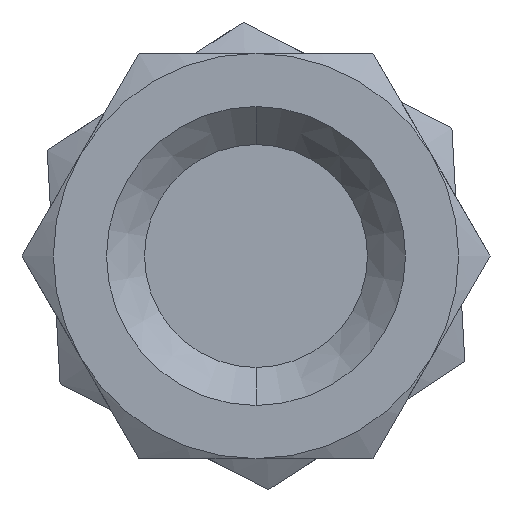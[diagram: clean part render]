
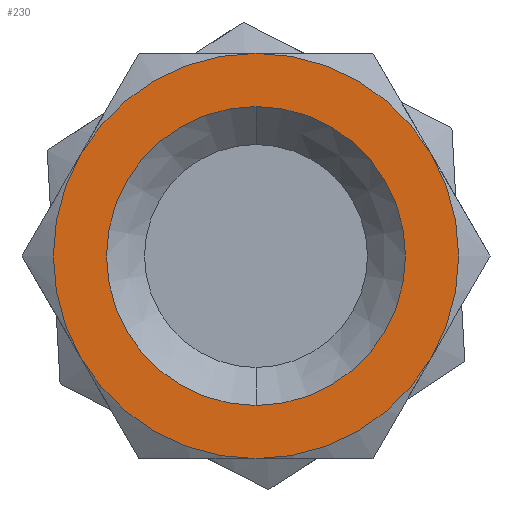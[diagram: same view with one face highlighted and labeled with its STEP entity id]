
A CAD part, front view. The second image highlights one B-rep face of the part: STEP entity #230.
In plain terms, the highlighted planar face has unit normal (0, -1, 0).
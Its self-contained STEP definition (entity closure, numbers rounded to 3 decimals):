
#6 = CARTESIAN_POINT ( 'NONE',  ( 0., 0., -2.95 ) ) ;
#13 = VERTEX_POINT ( 'NONE', #6 ) ;
#21 = VERTEX_POINT ( 'NONE', #1044 ) ;
#24 = VERTEX_POINT ( 'NONE', #1047 ) ;
#27 = VERTEX_POINT ( 'NONE', #1050 ) ;
#28 = VERTEX_POINT ( 'NONE', #1051 ) ;
#29 = VERTEX_POINT ( 'NONE', #1052 ) ;
#30 = VERTEX_POINT ( 'NONE', #1053 ) ;
#95 = EDGE_LOOP ( 'NONE', ( #2719, #2720, #2721, #2722, #2723, #2724 ) ) ;
#96 = EDGE_LOOP ( 'NONE', ( #2725, #2715 ) ) ;
#166 = VERTEX_POINT ( 'NONE', #1079 ) ;
#230 = ADVANCED_FACE ( 'NONE', ( #864, #855 ), #1188, .T. ) ;
#337 = EDGE_CURVE ( 'NONE', #13, #166, #1900, .T. ) ;
#340 = EDGE_CURVE ( 'NONE', #166, #13, #1912, .T. ) ;
#347 = EDGE_CURVE ( 'NONE', #30, #21, #1923, .T. ) ;
#348 = EDGE_CURVE ( 'NONE', #29, #30, #1925, .T. ) ;
#349 = EDGE_CURVE ( 'NONE', #28, #29, #1927, .T. ) ;
#350 = EDGE_CURVE ( 'NONE', #27, #28, #1928, .T. ) ;
#351 = EDGE_CURVE ( 'NONE', #24, #27, #1929, .T. ) ;
#352 = EDGE_CURVE ( 'NONE', #21, #24, #1930, .T. ) ;
#855 = FACE_BOUND ( 'NONE', #96, .T. ) ;
#864 = FACE_OUTER_BOUND ( 'NONE', #95, .T. ) ;
#978 = AXIS2_PLACEMENT_3D ( 'NONE', #1178, #1189, #1190 ) ;
#1044 = CARTESIAN_POINT ( 'NONE',  ( 0., 0., -4. ) ) ;
#1047 = CARTESIAN_POINT ( 'NONE',  ( 3.464, 0., -2. ) ) ;
#1050 = CARTESIAN_POINT ( 'NONE',  ( 3.464, 0., 2. ) ) ;
#1051 = CARTESIAN_POINT ( 'NONE',  ( 0., 0., 4. ) ) ;
#1052 = CARTESIAN_POINT ( 'NONE',  ( -3.464, 0., 2. ) ) ;
#1053 = CARTESIAN_POINT ( 'NONE',  ( -3.464, 0., -2. ) ) ;
#1079 = CARTESIAN_POINT ( 'NONE',  ( 0., 0., 2.95 ) ) ;
#1178 = CARTESIAN_POINT ( 'NONE',  ( 0., 0., 0. ) ) ;
#1188 = PLANE ( 'NONE',  #978 ) ;
#1189 = DIRECTION ( 'NONE',  ( 0., -1., 0. ) ) ;
#1190 = DIRECTION ( 'NONE',  ( 0., 0., -1. ) ) ;
#1900 = CIRCLE ( 'NONE', #2191, 2.95 ) ;
#1912 = CIRCLE ( 'NONE', #2193, 2.95 ) ;
#1923 = CIRCLE ( 'NONE', #2197, 4. ) ;
#1925 = CIRCLE ( 'NONE', #2198, 4. ) ;
#1927 = CIRCLE ( 'NONE', #2199, 4. ) ;
#1928 = CIRCLE ( 'NONE', #2200, 4. ) ;
#1929 = CIRCLE ( 'NONE', #2201, 4. ) ;
#1930 = CIRCLE ( 'NONE', #2202, 4. ) ;
#2191 = AXIS2_PLACEMENT_3D ( 'NONE', #2256, #2257, #2258 ) ;
#2193 = AXIS2_PLACEMENT_3D ( 'NONE', #2262, #2263, #2264 ) ;
#2197 = AXIS2_PLACEMENT_3D ( 'NONE', #2278, #2279, #2280 ) ;
#2198 = AXIS2_PLACEMENT_3D ( 'NONE', #2281, #2282, #2283 ) ;
#2199 = AXIS2_PLACEMENT_3D ( 'NONE', #2284, #2285, #2286 ) ;
#2200 = AXIS2_PLACEMENT_3D ( 'NONE', #2287, #2288, #2289 ) ;
#2201 = AXIS2_PLACEMENT_3D ( 'NONE', #2292, #2293, #2294 ) ;
#2202 = AXIS2_PLACEMENT_3D ( 'NONE', #2295, #2296, #2297 ) ;
#2256 = CARTESIAN_POINT ( 'NONE',  ( 0., 0., 0. ) ) ;
#2257 = DIRECTION ( 'NONE',  ( 0., -1., 0. ) ) ;
#2258 = DIRECTION ( 'NONE',  ( 0., 0., -1. ) ) ;
#2262 = CARTESIAN_POINT ( 'NONE',  ( 0., 0., 0. ) ) ;
#2263 = DIRECTION ( 'NONE',  ( 0., -1., 0. ) ) ;
#2264 = DIRECTION ( 'NONE',  ( 0., 0., -1. ) ) ;
#2278 = CARTESIAN_POINT ( 'NONE',  ( 0., 0., 0. ) ) ;
#2279 = DIRECTION ( 'NONE',  ( 0., -1., 0. ) ) ;
#2280 = DIRECTION ( 'NONE',  ( 0., 0., -1. ) ) ;
#2281 = CARTESIAN_POINT ( 'NONE',  ( 0., 0., 0. ) ) ;
#2282 = DIRECTION ( 'NONE',  ( 0., -1., 0. ) ) ;
#2283 = DIRECTION ( 'NONE',  ( 0., 0., -1. ) ) ;
#2284 = CARTESIAN_POINT ( 'NONE',  ( 0., 0., 0. ) ) ;
#2285 = DIRECTION ( 'NONE',  ( 0., -1., 0. ) ) ;
#2286 = DIRECTION ( 'NONE',  ( 0., 0., -1. ) ) ;
#2287 = CARTESIAN_POINT ( 'NONE',  ( 0., 0., 0. ) ) ;
#2288 = DIRECTION ( 'NONE',  ( 0., -1., 0. ) ) ;
#2289 = DIRECTION ( 'NONE',  ( 0., 0., -1. ) ) ;
#2292 = CARTESIAN_POINT ( 'NONE',  ( 0., 0., 0. ) ) ;
#2293 = DIRECTION ( 'NONE',  ( 0., -1., 0. ) ) ;
#2294 = DIRECTION ( 'NONE',  ( 0., 0., -1. ) ) ;
#2295 = CARTESIAN_POINT ( 'NONE',  ( 0., 0., 0. ) ) ;
#2296 = DIRECTION ( 'NONE',  ( 0., -1., 0. ) ) ;
#2297 = DIRECTION ( 'NONE',  ( 0., 0., -1. ) ) ;
#2715 = ORIENTED_EDGE ( 'NONE', *, *, #340, .F. ) ;
#2719 = ORIENTED_EDGE ( 'NONE', *, *, #352, .T. ) ;
#2720 = ORIENTED_EDGE ( 'NONE', *, *, #351, .T. ) ;
#2721 = ORIENTED_EDGE ( 'NONE', *, *, #350, .T. ) ;
#2722 = ORIENTED_EDGE ( 'NONE', *, *, #349, .T. ) ;
#2723 = ORIENTED_EDGE ( 'NONE', *, *, #348, .T. ) ;
#2724 = ORIENTED_EDGE ( 'NONE', *, *, #347, .T. ) ;
#2725 = ORIENTED_EDGE ( 'NONE', *, *, #337, .F. ) ;
